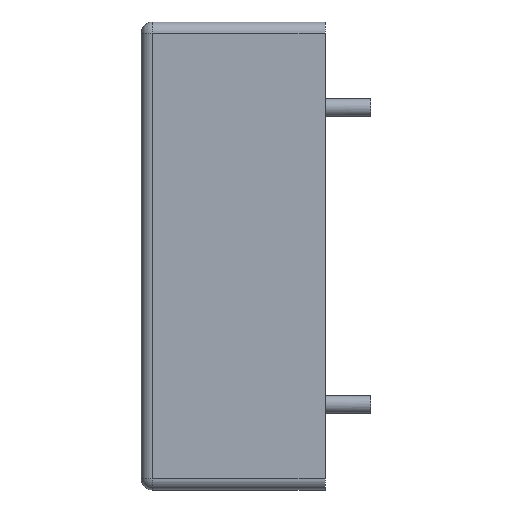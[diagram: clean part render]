
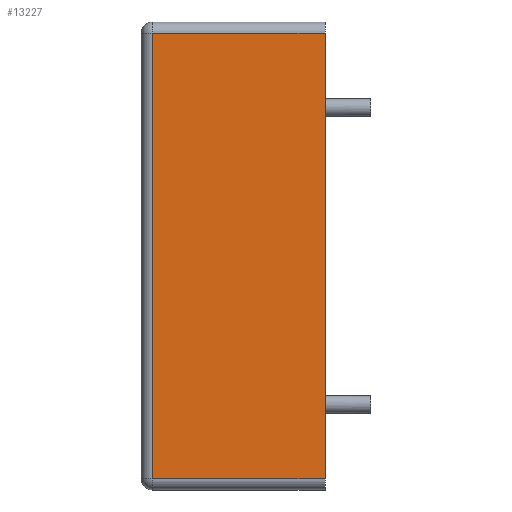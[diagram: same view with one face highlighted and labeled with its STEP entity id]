
A CAD part, left-side view. The second image highlights one B-rep face of the part: STEP entity #13227.
In plain terms, the highlighted planar face has unit normal (-1, 0, 0).
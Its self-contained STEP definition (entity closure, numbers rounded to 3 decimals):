
#1460 = DIRECTION ( 'NONE',  ( 0., 1., 0. ) ) ;
#1805 = CARTESIAN_POINT ( 'NONE',  ( -11.925, 11.33, 4.525 ) ) ;
#1995 = VECTOR ( 'NONE', #19386, 1000. ) ;
#2494 = DIRECTION ( 'NONE',  ( 1., 0., 0. ) ) ;
#2833 = CARTESIAN_POINT ( 'NONE',  ( -11.925, 10.63, 4.525 ) ) ;
#3312 = DIRECTION ( 'NONE',  ( 0., -1., 0. ) ) ;
#3691 = VERTEX_POINT ( 'NONE', #6317 ) ;
#4538 = DIRECTION ( 'NONE',  ( 0., 0., -1. ) ) ;
#4673 = LINE ( 'NONE', #11868, #5785 ) ;
#4770 = CARTESIAN_POINT ( 'NONE',  ( -11.925, 11.33, -23.325 ) ) ;
#4810 = EDGE_CURVE ( 'NONE', #8848, #13698, #4673, .T. ) ;
#5371 = LINE ( 'NONE', #16139, #1995 ) ;
#5785 = VECTOR ( 'NONE', #19812, 1000. ) ;
#6317 = CARTESIAN_POINT ( 'NONE',  ( -11.925, 0.1, -22.625 ) ) ;
#7911 = ORIENTED_EDGE ( 'NONE', *, *, #16463, .T. ) ;
#8246 = ORIENTED_EDGE ( 'NONE', *, *, #11954, .T. ) ;
#8848 = VERTEX_POINT ( 'NONE', #2833 ) ;
#9921 = EDGE_LOOP ( 'NONE', ( #8246, #7911, #10658, #13319 ) ) ;
#10525 = LINE ( 'NONE', #14199, #17411 ) ;
#10658 = ORIENTED_EDGE ( 'NONE', *, *, #4810, .T. ) ;
#11055 = LINE ( 'NONE', #1805, #14018 ) ;
#11678 = AXIS2_PLACEMENT_3D ( 'NONE', #4770, #2494, #4538 ) ;
#11868 = CARTESIAN_POINT ( 'NONE',  ( -11.925, 10.63, -23.325 ) ) ;
#11954 = EDGE_CURVE ( 'NONE', #3691, #18594, #5371, .T. ) ;
#13227 = ADVANCED_FACE ( 'NONE', ( #15176 ), #19135, .F. ) ;
#13319 = ORIENTED_EDGE ( 'NONE', *, *, #21922, .T. ) ;
#13698 = VERTEX_POINT ( 'NONE', #18463 ) ;
#14018 = VECTOR ( 'NONE', #1460, 1000. ) ;
#14199 = CARTESIAN_POINT ( 'NONE',  ( -11.925, 11.33, -22.625 ) ) ;
#15176 = FACE_OUTER_BOUND ( 'NONE', #9921, .T. ) ;
#16139 = CARTESIAN_POINT ( 'NONE',  ( -11.925, 0.1, -23.325 ) ) ;
#16463 = EDGE_CURVE ( 'NONE', #18594, #8848, #11055, .T. ) ;
#17411 = VECTOR ( 'NONE', #3312, 1000. ) ;
#18463 = CARTESIAN_POINT ( 'NONE',  ( -11.925, 10.63, -22.625 ) ) ;
#18594 = VERTEX_POINT ( 'NONE', #21061 ) ;
#19135 = PLANE ( 'NONE',  #11678 ) ;
#19386 = DIRECTION ( 'NONE',  ( 0., 0., 1. ) ) ;
#19812 = DIRECTION ( 'NONE',  ( 0., 0., -1. ) ) ;
#21061 = CARTESIAN_POINT ( 'NONE',  ( -11.925, 0.1, 4.525 ) ) ;
#21922 = EDGE_CURVE ( 'NONE', #13698, #3691, #10525, .T. ) ;
